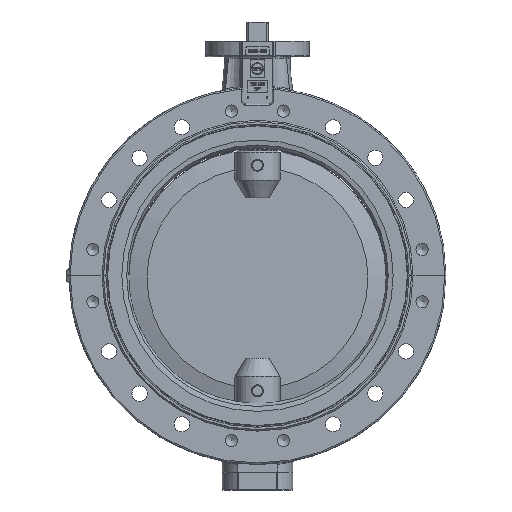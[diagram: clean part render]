
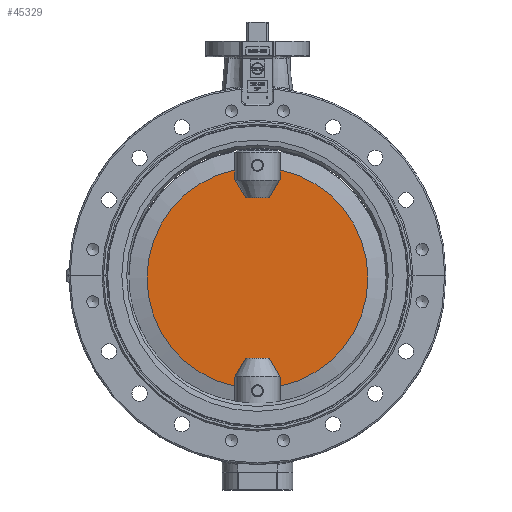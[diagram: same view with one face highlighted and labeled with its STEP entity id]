
A CAD part, front view. The second image highlights one B-rep face of the part: STEP entity #45329.
In plain terms, the highlighted face is planar.
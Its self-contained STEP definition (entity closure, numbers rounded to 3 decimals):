
#44472=CARTESIAN_POINT('',(-38.5,183.249,-12.5));
#44473=VERTEX_POINT('',#44472);
#44487=CARTESIAN_POINT('',(-38.5,-183.249,-12.5));
#44488=VERTEX_POINT('',#44487);
#44489=CARTESIAN_POINT('',(0.0,0.0,-12.5));
#44490=DIRECTION('',(0.0,0.0,-1.0));
#44491=DIRECTION('',(-1.0,0.0,0.0));
#44492=AXIS2_PLACEMENT_3D('',#44489,#44490,#44491);
#44493=CIRCLE('',#44492,187.25);
#44494=EDGE_CURVE('',#44488,#44473,#44493,.T.);
#44534=CARTESIAN_POINT('',(38.5,-183.249,-12.5));
#44535=VERTEX_POINT('',#44534);
#44549=CARTESIAN_POINT('',(38.5,183.249,-12.5));
#44550=VERTEX_POINT('',#44549);
#44551=CARTESIAN_POINT('',(0.0,0.0,-12.5));
#44552=DIRECTION('',(0.0,0.0,-1.0));
#44553=DIRECTION('',(-1.0,0.0,0.0));
#44554=AXIS2_PLACEMENT_3D('',#44551,#44552,#44553);
#44555=CIRCLE('',#44554,187.25);
#44556=EDGE_CURVE('',#44550,#44535,#44555,.T.);
#44773=CARTESIAN_POINT('',(-15.74,-135.85,-12.5));
#44774=VERTEX_POINT('',#44773);
#44782=CARTESIAN_POINT('',(15.74,-135.85,-12.5));
#44783=VERTEX_POINT('',#44782);
#44806=CARTESIAN_POINT('',(15.74,-135.85,-12.5));
#44807=DIRECTION('',(-1.0,0.0,0.0));
#44808=VECTOR('',#44807,31.481);
#44809=LINE('',#44806,#44808);
#44810=EDGE_CURVE('',#44783,#44774,#44809,.T.);
#44845=CARTESIAN_POINT('',(-20.1,-135.85,-12.5));
#44846=VERTEX_POINT('',#44845);
#44853=CARTESIAN_POINT('',(-15.74,-135.85,-12.5));
#44854=DIRECTION('',(-1.0,0.0,0.0));
#44855=VECTOR('',#44854,4.36);
#44856=LINE('',#44853,#44855);
#44857=EDGE_CURVE('',#44774,#44846,#44856,.T.);
#44868=CARTESIAN_POINT('',(20.1,-135.85,-12.5));
#44869=VERTEX_POINT('',#44868);
#44870=CARTESIAN_POINT('',(20.1,-135.85,-12.5));
#44871=DIRECTION('',(-1.0,0.0,0.0));
#44872=VECTOR('',#44871,4.36);
#44873=LINE('',#44870,#44872);
#44874=EDGE_CURVE('',#44869,#44783,#44873,.T.);
#44890=CARTESIAN_POINT('',(-15.74,135.85,-12.5));
#44891=VERTEX_POINT('',#44890);
#44892=CARTESIAN_POINT('',(15.74,135.85,-12.5));
#44893=VERTEX_POINT('',#44892);
#44894=CARTESIAN_POINT('',(-15.74,135.85,-12.5));
#44895=DIRECTION('',(1.0,0.0,0.0));
#44896=VECTOR('',#44895,31.481);
#44897=LINE('',#44894,#44896);
#44898=EDGE_CURVE('',#44891,#44893,#44897,.T.);
#45052=CARTESIAN_POINT('',(-20.1,135.85,-12.5));
#45053=VERTEX_POINT('',#45052);
#45054=CARTESIAN_POINT('',(-20.1,135.85,-12.5));
#45055=DIRECTION('',(1.0,0.0,0.0));
#45056=VECTOR('',#45055,4.36);
#45057=LINE('',#45054,#45056);
#45058=EDGE_CURVE('',#45053,#44891,#45057,.T.);
#45233=CARTESIAN_POINT('',(38.5,167.72,-12.5));
#45234=VERTEX_POINT('',#45233);
#45235=CARTESIAN_POINT('',(38.5,167.72,-12.5));
#45236=DIRECTION('',(0.0,1.0,0.0));
#45237=VECTOR('',#45236,15.53);
#45238=LINE('',#45235,#45237);
#45239=EDGE_CURVE('',#45234,#44550,#45238,.T.);
#45258=CARTESIAN_POINT('',(0.0,0.0,-12.5));
#45259=DIRECTION('',(0.0,0.0,-1.0));
#45260=DIRECTION('',(-1.0,0.0,0.0));
#45261=AXIS2_PLACEMENT_3D('',#45258,#45259,#45260);
#45262=PLANE('',#45261);
#45263=ORIENTED_EDGE('',*,*,#44556,.T.);
#45264=CARTESIAN_POINT('',(38.5,-167.72,-12.5));
#45265=VERTEX_POINT('',#45264);
#45266=CARTESIAN_POINT('',(38.5,-183.249,-12.5));
#45267=DIRECTION('',(0.0,1.0,0.0));
#45268=VECTOR('',#45267,15.53);
#45269=LINE('',#45266,#45268);
#45270=EDGE_CURVE('',#44535,#45265,#45269,.T.);
#45271=ORIENTED_EDGE('',*,*,#45270,.T.);
#45272=CARTESIAN_POINT('',(38.5,-167.72,-12.5));
#45273=DIRECTION('',(-0.5,0.866,0.0));
#45274=VECTOR('',#45273,36.8);
#45275=LINE('',#45272,#45274);
#45276=EDGE_CURVE('',#45265,#44869,#45275,.T.);
#45277=ORIENTED_EDGE('',*,*,#45276,.T.);
#45278=ORIENTED_EDGE('',*,*,#44874,.T.);
#45279=ORIENTED_EDGE('',*,*,#44810,.T.);
#45280=ORIENTED_EDGE('',*,*,#44857,.T.);
#45281=CARTESIAN_POINT('',(-38.5,-167.72,-12.5));
#45282=VERTEX_POINT('',#45281);
#45283=CARTESIAN_POINT('',(-20.1,-135.85,-12.5));
#45284=DIRECTION('',(-0.5,-0.866,0.0));
#45285=VECTOR('',#45284,36.8);
#45286=LINE('',#45283,#45285);
#45287=EDGE_CURVE('',#44846,#45282,#45286,.T.);
#45288=ORIENTED_EDGE('',*,*,#45287,.T.);
#45289=CARTESIAN_POINT('',(-38.5,-167.72,-12.5));
#45290=DIRECTION('',(0.0,-1.0,0.0));
#45291=VECTOR('',#45290,15.53);
#45292=LINE('',#45289,#45291);
#45293=EDGE_CURVE('',#45282,#44488,#45292,.T.);
#45294=ORIENTED_EDGE('',*,*,#45293,.T.);
#45295=ORIENTED_EDGE('',*,*,#44494,.T.);
#45296=CARTESIAN_POINT('',(-38.5,167.72,-12.5));
#45297=VERTEX_POINT('',#45296);
#45298=CARTESIAN_POINT('',(-38.5,183.249,-12.5));
#45299=DIRECTION('',(0.0,-1.0,0.0));
#45300=VECTOR('',#45299,15.53);
#45301=LINE('',#45298,#45300);
#45302=EDGE_CURVE('',#44473,#45297,#45301,.T.);
#45303=ORIENTED_EDGE('',*,*,#45302,.T.);
#45304=CARTESIAN_POINT('',(-38.5,167.72,-12.5));
#45305=DIRECTION('',(0.5,-0.866,0.0));
#45306=VECTOR('',#45305,36.8);
#45307=LINE('',#45304,#45306);
#45308=EDGE_CURVE('',#45297,#45053,#45307,.T.);
#45309=ORIENTED_EDGE('',*,*,#45308,.T.);
#45310=ORIENTED_EDGE('',*,*,#45058,.T.);
#45311=ORIENTED_EDGE('',*,*,#44898,.T.);
#45312=CARTESIAN_POINT('',(20.1,135.85,-12.5));
#45313=VERTEX_POINT('',#45312);
#45314=CARTESIAN_POINT('',(15.74,135.85,-12.5));
#45315=DIRECTION('',(1.0,0.0,0.0));
#45316=VECTOR('',#45315,4.36);
#45317=LINE('',#45314,#45316);
#45318=EDGE_CURVE('',#44893,#45313,#45317,.T.);
#45319=ORIENTED_EDGE('',*,*,#45318,.T.);
#45320=CARTESIAN_POINT('',(20.1,135.85,-12.5));
#45321=DIRECTION('',(0.5,0.866,0.0));
#45322=VECTOR('',#45321,36.8);
#45323=LINE('',#45320,#45322);
#45324=EDGE_CURVE('',#45313,#45234,#45323,.T.);
#45325=ORIENTED_EDGE('',*,*,#45324,.T.);
#45326=ORIENTED_EDGE('',*,*,#45239,.T.);
#45327=EDGE_LOOP('',(#45263,#45271,#45277,#45278,#45279,#45280,#45288,#45294,#45295,#45303,#45309,#45310,#45311,#45319,#45325,#45326));
#45328=FACE_OUTER_BOUND('',#45327,.T.);
#45329=ADVANCED_FACE('',(#45328),#45262,.T.);
